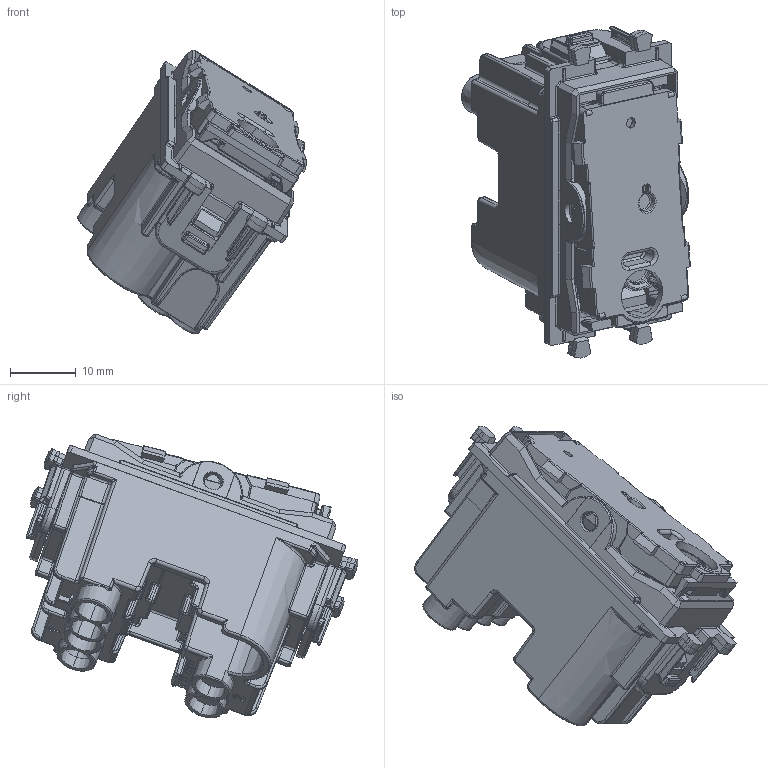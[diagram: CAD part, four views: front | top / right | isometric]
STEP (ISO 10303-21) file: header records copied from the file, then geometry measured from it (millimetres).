
FILE_DESCRIPTION(('CATIA V5 STEP Exchange'),'2;1');
FILE_NAME('445001ST.stp','2024-02-16T07:37:08+00:00',('none'),('none'),'CATIA Version 5-6 Release 2016 SP6','CATIA V5 STEP AP203','none');
FILE_SCHEMA(('CONFIG_CONTROL_DESIGN'));
Length unit declared in the file: millimetre
Products named in the file (1): 445001ST
Assembly tree (9 placements, depth 2):
  445001ST
    #57
    #54987
    #109992
    #139527
    #142097
    #143752  x2
    #145665  x2
Bounding box: 34.91 x 50.65 x 43.28 mm (x, y, z)
Volume: 10996.7 mm3; surface area: 18677.2 mm2
Topology: 10 solids, 10 shells, 3775 faces, 9746 edges, 5763 vertices
Faces by surface type: cylinder 1381, plane 1330, bspline 615, sphere 194, cone 147, torus 88, extrusion 16, revolution 4
Entity records: 146504 total; most frequent: CARTESIAN_POINT 70433, ORIENTED_EDGE 18578, DIRECTION 10664, EDGE_CURVE 9289, VERTEX_POINT 5617, VECTOR 4144, LINE 4128, AXIS2_PLACEMENT_3D 3932
